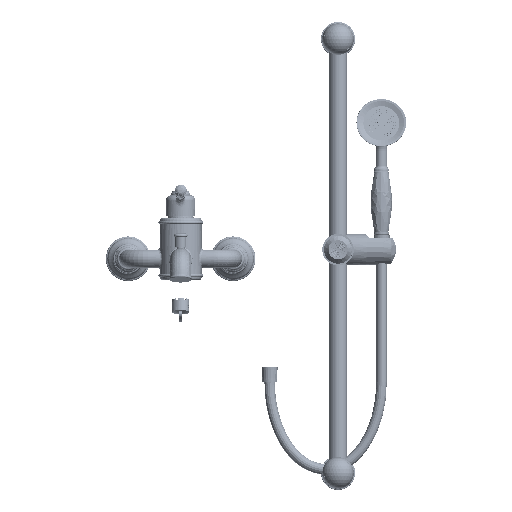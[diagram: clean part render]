
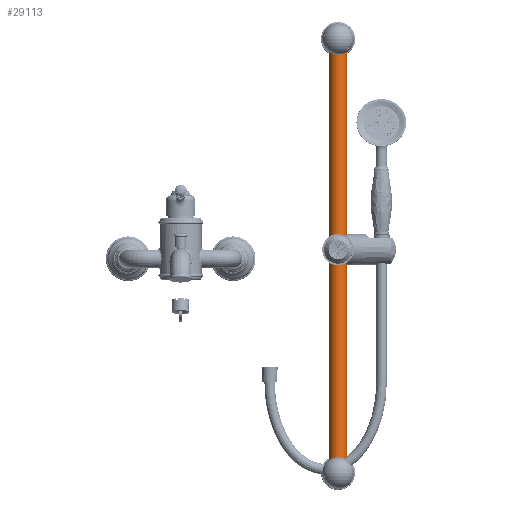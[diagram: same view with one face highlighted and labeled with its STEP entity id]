
A CAD part, front view. The second image highlights one B-rep face of the part: STEP entity #29113.
In plain terms, the highlighted cylindrical face has radius 12.5 mm (diameter 25 mm), a partial arc.
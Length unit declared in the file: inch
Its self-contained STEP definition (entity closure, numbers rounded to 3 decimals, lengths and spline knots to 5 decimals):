
#558 = EDGE_CURVE ( 'NONE', #6399, #11843, #53964, .T. ) ;
#1237 = DIRECTION ( 'NONE',  ( 0., 0., 1. ) ) ;
#1974 = CIRCLE ( 'NONE', #112376, 0.49213 ) ;
#2484 = VERTEX_POINT ( 'NONE', #132592 ) ;
#3168 = EDGE_CURVE ( 'NONE', #40951, #141452, #9026, .T. ) ;
#3546 = DIRECTION ( 'NONE',  ( 0.538, 0.843, 0. ) ) ;
#4853 = VECTOR ( 'NONE', #9274, 39.37008 ) ;
#5187 = CARTESIAN_POINT ( 'NONE',  ( 0.49213, 1.84094, -0.51575 ) ) ;
#6202 = CIRCLE ( 'NONE', #67794, 0.49213 ) ;
#6399 = VERTEX_POINT ( 'NONE', #54117 ) ;
#8254 = AXIS2_PLACEMENT_3D ( 'NONE', #51847, #74915, #39877 ) ;
#8397 = CARTESIAN_POINT ( 'NONE',  ( 0., 1.84094, -0.51575 ) ) ;
#9026 = CIRCLE ( 'NONE', #59733, 0.49213 ) ;
#9274 = DIRECTION ( 'NONE',  ( 0., 0., 1. ) ) ;
#9355 = DIRECTION ( 'NONE',  ( -0.538, 0.843, 0. ) ) ;
#10444 = DIRECTION ( 'NONE',  ( 0., 0., 1. ) ) ;
#11843 = VERTEX_POINT ( 'NONE', #37096 ) ;
#12728 = EDGE_CURVE ( 'NONE', #119263, #101548, #84373, .T. ) ;
#13967 = DIRECTION ( 'NONE',  ( 0., 0., 1. ) ) ;
#14570 = AXIS2_PLACEMENT_3D ( 'NONE', #110720, #13967, #90622 ) ;
#16638 = EDGE_CURVE ( 'NONE', #101548, #18711, #33947, .T. ) ;
#18711 = VERTEX_POINT ( 'NONE', #71614 ) ;
#23345 = EDGE_CURVE ( 'NONE', #36334, #2484, #1974, .T. ) ;
#23706 = CARTESIAN_POINT ( 'NONE',  ( 0., 1.84094, -23.8937 ) ) ;
#24117 = DIRECTION ( 'NONE',  ( 0., 0., 1. ) ) ;
#24943 = CARTESIAN_POINT ( 'NONE',  ( 0.49213, 1.84094, -23.8937 ) ) ;
#29113 = ADVANCED_FACE ( 'NONE', ( #132095 ), #118375, .T. ) ;
#29856 = CARTESIAN_POINT ( 'NONE',  ( 0., 1.84094, -0.51575 ) ) ;
#30084 = AXIS2_PLACEMENT_3D ( 'NONE', #36136, #58225, #56782 ) ;
#31241 = VERTEX_POINT ( 'NONE', #62457 ) ;
#31247 = EDGE_CURVE ( 'NONE', #31241, #6399, #107831, .T. ) ;
#31377 = CARTESIAN_POINT ( 'NONE',  ( -0.49213, 1.84094, -23.8937 ) ) ;
#33723 = ORIENTED_EDGE ( 'NONE', *, *, #70782, .F. ) ;
#33947 = LINE ( 'NONE', #41775, #4853 ) ;
#34942 = VECTOR ( 'NONE', #102088, 39.37008 ) ;
#35991 = CIRCLE ( 'NONE', #77868, 0.49213 ) ;
#36090 = DIRECTION ( 'NONE',  ( 0.658, 0.753, 0. ) ) ;
#36136 = CARTESIAN_POINT ( 'NONE',  ( 0., 1.84094, -23.8937 ) ) ;
#36334 = VERTEX_POINT ( 'NONE', #5187 ) ;
#37096 = CARTESIAN_POINT ( 'NONE',  ( 0.26496, 2.25565, -23.8937 ) ) ;
#39877 = DIRECTION ( 'NONE',  ( 1., 0., 0. ) ) ;
#40951 = VERTEX_POINT ( 'NONE', #74077 ) ;
#41775 = CARTESIAN_POINT ( 'NONE',  ( -0.49213, 1.84094, -23.8937 ) ) ;
#41967 = DIRECTION ( 'NONE',  ( 1., 0., 0. ) ) ;
#42522 = ORIENTED_EDGE ( 'NONE', *, *, #3168, .F. ) ;
#46089 = CARTESIAN_POINT ( 'NONE',  ( -0.32402, 2.21135, -23.8937 ) ) ;
#51832 = EDGE_CURVE ( 'NONE', #79149, #119263, #6202, .T. ) ;
#51847 = CARTESIAN_POINT ( 'NONE',  ( 0., 1.84094, -23.8937 ) ) ;
#53720 = AXIS2_PLACEMENT_3D ( 'NONE', #119269, #131216, #108773 ) ;
#53964 = CIRCLE ( 'NONE', #30084, 0.49213 ) ;
#54019 = ORIENTED_EDGE ( 'NONE', *, *, #101908, .F. ) ;
#54117 = CARTESIAN_POINT ( 'NONE',  ( 0.32402, 2.21135, -23.8937 ) ) ;
#56782 = DIRECTION ( 'NONE',  ( 0.658, 0.753, 0. ) ) ;
#57259 = LINE ( 'NONE', #24943, #34942 ) ;
#57618 = ORIENTED_EDGE ( 'NONE', *, *, #51832, .T. ) ;
#58225 = DIRECTION ( 'NONE',  ( 0., 0., 1. ) ) ;
#59733 = AXIS2_PLACEMENT_3D ( 'NONE', #8397, #118557, #9355 ) ;
#61437 = CIRCLE ( 'NONE', #53720, 0.49213 ) ;
#62457 = CARTESIAN_POINT ( 'NONE',  ( 0.49213, 1.84094, -23.8937 ) ) ;
#64433 = DIRECTION ( 'NONE',  ( -0.658, 0.753, 0. ) ) ;
#64802 = EDGE_LOOP ( 'NONE', ( #96802, #137364, #68544, #90483, #113335, #57618, #111022, #101194, #33723, #42522, #54019, #106079 ) ) ;
#67794 = AXIS2_PLACEMENT_3D ( 'NONE', #23706, #1237, #68366 ) ;
#68366 = DIRECTION ( 'NONE',  ( -0.538, 0.843, 0. ) ) ;
#68544 = ORIENTED_EDGE ( 'NONE', *, *, #31247, .T. ) ;
#68775 = DIRECTION ( 'NONE',  ( 0., 0., 1. ) ) ;
#70782 = EDGE_CURVE ( 'NONE', #141452, #18711, #35991, .T. ) ;
#71614 = CARTESIAN_POINT ( 'NONE',  ( -0.49213, 1.84094, -0.51575 ) ) ;
#73979 = CARTESIAN_POINT ( 'NONE',  ( -0.26496, 2.25565, -23.8937 ) ) ;
#74077 = CARTESIAN_POINT ( 'NONE',  ( -0.26496, 2.25565, -0.51575 ) ) ;
#74915 = DIRECTION ( 'NONE',  ( 0., 0., 1. ) ) ;
#77868 = AXIS2_PLACEMENT_3D ( 'NONE', #29856, #106520, #64433 ) ;
#79149 = VERTEX_POINT ( 'NONE', #73979 ) ;
#80606 = DIRECTION ( 'NONE',  ( 0., 0., 1. ) ) ;
#83754 = VERTEX_POINT ( 'NONE', #121624 ) ;
#84373 = CIRCLE ( 'NONE', #90811, 0.49213 ) ;
#87778 = CARTESIAN_POINT ( 'NONE',  ( -0.32402, 2.21135, -0.51575 ) ) ;
#90483 = ORIENTED_EDGE ( 'NONE', *, *, #558, .T. ) ;
#90622 = DIRECTION ( 'NONE',  ( 1., 0., 0. ) ) ;
#90811 = AXIS2_PLACEMENT_3D ( 'NONE', #125969, #80606, #125023 ) ;
#93070 = EDGE_CURVE ( 'NONE', #11843, #79149, #61437, .T. ) ;
#96802 = ORIENTED_EDGE ( 'NONE', *, *, #23345, .F. ) ;
#100304 = CARTESIAN_POINT ( 'NONE',  ( 0., 1.84094, -0.51575 ) ) ;
#101194 = ORIENTED_EDGE ( 'NONE', *, *, #16638, .T. ) ;
#101548 = VERTEX_POINT ( 'NONE', #31377 ) ;
#101908 = EDGE_CURVE ( 'NONE', #83754, #40951, #110133, .T. ) ;
#102088 = DIRECTION ( 'NONE',  ( 0., 0., 1. ) ) ;
#106079 = ORIENTED_EDGE ( 'NONE', *, *, #109471, .F. ) ;
#106520 = DIRECTION ( 'NONE',  ( 0., 0., 1. ) ) ;
#107831 = CIRCLE ( 'NONE', #8254, 0.49213 ) ;
#108621 = CARTESIAN_POINT ( 'NONE',  ( 0., 1.84094, -0.51575 ) ) ;
#108773 = DIRECTION ( 'NONE',  ( 0.538, 0.843, 0. ) ) ;
#108807 = AXIS2_PLACEMENT_3D ( 'NONE', #134779, #24117, #3546 ) ;
#109471 = EDGE_CURVE ( 'NONE', #2484, #83754, #135891, .T. ) ;
#110133 = CIRCLE ( 'NONE', #108807, 0.49213 ) ;
#110720 = CARTESIAN_POINT ( 'NONE',  ( 0., 1.84094, -23.8937 ) ) ;
#111022 = ORIENTED_EDGE ( 'NONE', *, *, #12728, .T. ) ;
#112376 = AXIS2_PLACEMENT_3D ( 'NONE', #108621, #10444, #41967 ) ;
#113335 = ORIENTED_EDGE ( 'NONE', *, *, #93070, .T. ) ;
#118375 = CYLINDRICAL_SURFACE ( 'NONE', #14570, 0.49213 ) ;
#118557 = DIRECTION ( 'NONE',  ( 0., 0., 1. ) ) ;
#119263 = VERTEX_POINT ( 'NONE', #46089 ) ;
#119269 = CARTESIAN_POINT ( 'NONE',  ( 0., 1.84094, -23.8937 ) ) ;
#120740 = EDGE_CURVE ( 'NONE', #31241, #36334, #57259, .T. ) ;
#121624 = CARTESIAN_POINT ( 'NONE',  ( 0.26496, 2.25565, -0.51575 ) ) ;
#125023 = DIRECTION ( 'NONE',  ( -0.658, 0.753, 0. ) ) ;
#125969 = CARTESIAN_POINT ( 'NONE',  ( 0., 1.84094, -23.8937 ) ) ;
#128439 = AXIS2_PLACEMENT_3D ( 'NONE', #100304, #68775, #36090 ) ;
#131216 = DIRECTION ( 'NONE',  ( 0., 0., 1. ) ) ;
#132095 = FACE_OUTER_BOUND ( 'NONE', #64802, .T. ) ;
#132592 = CARTESIAN_POINT ( 'NONE',  ( 0.32402, 2.21135, -0.51575 ) ) ;
#134779 = CARTESIAN_POINT ( 'NONE',  ( 0., 1.84094, -0.51575 ) ) ;
#135891 = CIRCLE ( 'NONE', #128439, 0.49213 ) ;
#137364 = ORIENTED_EDGE ( 'NONE', *, *, #120740, .F. ) ;
#141452 = VERTEX_POINT ( 'NONE', #87778 ) ;
